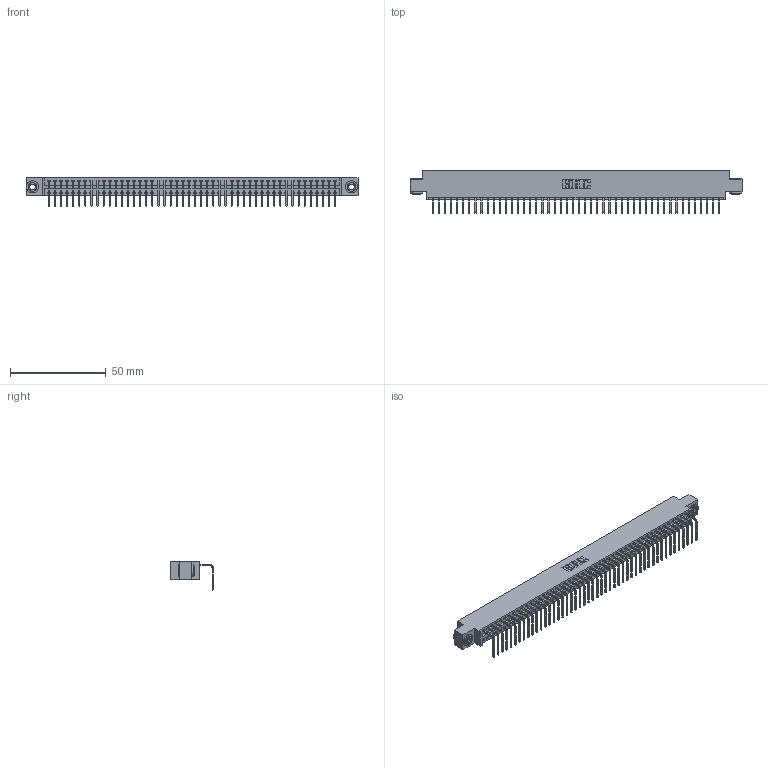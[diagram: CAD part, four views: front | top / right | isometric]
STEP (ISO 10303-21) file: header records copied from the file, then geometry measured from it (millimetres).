
FILE_DESCRIPTION (( 'STEP AP203' ), '1' );
FILE_NAME ('346-048-558-603.STEP', '2022-05-10T00:11:48', ( '' ), ( '' ), 'SwSTEP 2.0', 'SolidWorks 2020', '' );
FILE_SCHEMA (( 'CONFIG_CONTROL_DESIGN' ));
Length unit declared in the file: inch
Products named in the file (4): 346-048-558-603; 345-292-001_558 Tail - 2; 346 Part_0.170 Offset - 0.156 Dia-TH; 345-250-002_345-250-002-102
Assembly tree (51 placements, depth 2):
  346-048-558-603
    346 Part_0.170 Offset - 0.156 Dia-TH
    345-292-001_558 Tail - 2  x48
    345-250-002_345-250-002-102  x2
Bounding box: 172.97 x 22.16 x 14.73 mm (x, y, z)
Volume: 16605.4 mm3; surface area: 22185.2 mm2
Topology: 51 solids, 51 shells, 3058 faces, 9189 edges, 6058 vertices
Faces by surface type: plane 2120, cylinder 930, cone 8
Entity records: 30264 total; most frequent: CARTESIAN_POINT 5169, ORIENTED_EDGE 5142, DIRECTION 4581, EDGE_CURVE 2571, LINE 2223, VECTOR 2223, VERTEX_POINT 1710, AXIS2_PLACEMENT_3D 1179
